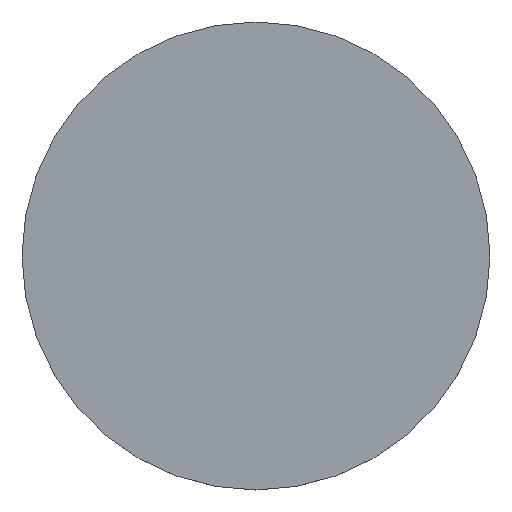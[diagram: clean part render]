
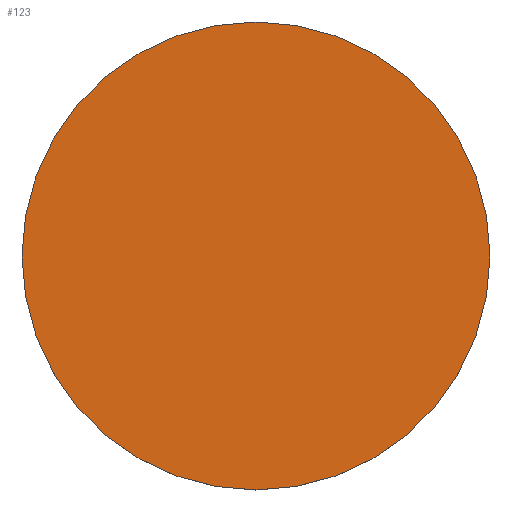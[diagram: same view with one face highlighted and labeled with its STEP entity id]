
A CAD part, top view. The second image highlights one B-rep face of the part: STEP entity #123.
In plain terms, the highlighted planar face has unit normal (0, 0, 1).
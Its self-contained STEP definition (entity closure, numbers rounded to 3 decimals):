
#11 = AXIS2_PLACEMENT_3D ( 'NONE', #85, #44, #128 ) ;
#15 = EDGE_CURVE ( 'NONE', #72, #156, #104, .T. ) ;
#31 = CARTESIAN_POINT ( 'NONE',  ( -31.75, 0., 1.5 ) ) ;
#32 = ORIENTED_EDGE ( 'NONE', *, *, #130, .T. ) ;
#34 = AXIS2_PLACEMENT_3D ( 'NONE', #83, #173, #70 ) ;
#44 = DIRECTION ( 'NONE',  ( 0., 0., 1. ) ) ;
#56 = ORIENTED_EDGE ( 'NONE', *, *, #15, .T. ) ;
#64 = CIRCLE ( 'NONE', #34, 31.75 ) ;
#69 = PLANE ( 'NONE',  #11 ) ;
#70 = DIRECTION ( 'NONE',  ( 1., 0., 0. ) ) ;
#72 = VERTEX_POINT ( 'NONE', #117 ) ;
#73 = FACE_OUTER_BOUND ( 'NONE', #175, .T. ) ;
#83 = CARTESIAN_POINT ( 'NONE',  ( 0., 0., 1.5 ) ) ;
#85 = CARTESIAN_POINT ( 'NONE',  ( 0., 0., 1.5 ) ) ;
#104 = CIRCLE ( 'NONE', #154, 31.75 ) ;
#117 = CARTESIAN_POINT ( 'NONE',  ( 31.75, 0., 1.5 ) ) ;
#119 = DIRECTION ( 'NONE',  ( 0., 0., 1. ) ) ;
#123 = ADVANCED_FACE ( 'NONE', ( #73 ), #69, .T. ) ;
#128 = DIRECTION ( 'NONE',  ( 1., 0., 0. ) ) ;
#130 = EDGE_CURVE ( 'NONE', #156, #72, #64, .T. ) ;
#148 = DIRECTION ( 'NONE',  ( 1., 0., 0. ) ) ;
#154 = AXIS2_PLACEMENT_3D ( 'NONE', #164, #119, #148 ) ;
#156 = VERTEX_POINT ( 'NONE', #31 ) ;
#164 = CARTESIAN_POINT ( 'NONE',  ( 0., 0., 1.5 ) ) ;
#173 = DIRECTION ( 'NONE',  ( 0., 0., 1. ) ) ;
#175 = EDGE_LOOP ( 'NONE', ( #32, #56 ) ) ;
